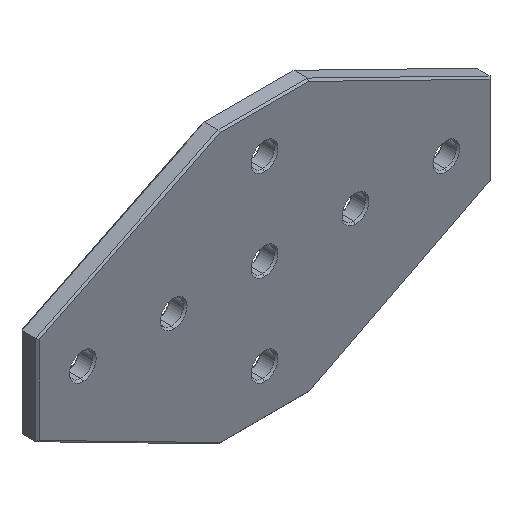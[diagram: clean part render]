
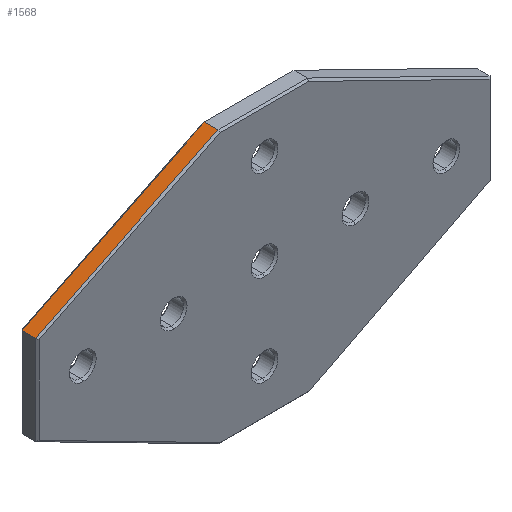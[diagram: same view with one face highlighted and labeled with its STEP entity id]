
A CAD part, isometric view. The second image highlights one B-rep face of the part: STEP entity #1568.
In plain terms, the highlighted planar face has unit normal (-0.44, 0, 0.898).
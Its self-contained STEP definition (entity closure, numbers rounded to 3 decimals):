
#51 = AXIS2_PLACEMENT_3D ( 'NONE', #489, #1000, #1322 ) ;
#83 = LINE ( 'NONE', #1441, #1608 ) ;
#119 = VECTOR ( 'NONE', #622, 1000. ) ;
#215 = EDGE_LOOP ( 'NONE', ( #867, #1798, #1262, #1772 ) ) ;
#278 = VERTEX_POINT ( 'NONE', #1467 ) ;
#355 = FACE_OUTER_BOUND ( 'NONE', #215, .T. ) ;
#489 = CARTESIAN_POINT ( 'NONE',  ( -63.5, 4.763, 57.1 ) ) ;
#536 = CARTESIAN_POINT ( 'NONE',  ( -12.5, 4.263, 82.1 ) ) ;
#561 = VERTEX_POINT ( 'NONE', #536 ) ;
#563 = DIRECTION ( 'NONE',  ( -0.898, 0., -0.44 ) ) ;
#622 = DIRECTION ( 'NONE',  ( 0., -1., 0. ) ) ;
#819 = PLANE ( 'NONE',  #51 ) ;
#837 = EDGE_CURVE ( 'NONE', #278, #1750, #1620, .T. ) ;
#867 = ORIENTED_EDGE ( 'NONE', *, *, #1702, .F. ) ;
#935 = CARTESIAN_POINT ( 'NONE',  ( -12.5, 4.763, 82.1 ) ) ;
#954 = VERTEX_POINT ( 'NONE', #1850 ) ;
#998 = CARTESIAN_POINT ( 'NONE',  ( -12.5, 0.5, 82.1 ) ) ;
#1000 = DIRECTION ( 'NONE',  ( 0.44, 0., -0.898 ) ) ;
#1222 = EDGE_CURVE ( 'NONE', #954, #278, #83, .T. ) ;
#1262 = ORIENTED_EDGE ( 'NONE', *, *, #1222, .T. ) ;
#1317 = DIRECTION ( 'NONE',  ( 0.898, 0., 0.44 ) ) ;
#1318 = CARTESIAN_POINT ( 'NONE',  ( -63.5, 4.263, 57.1 ) ) ;
#1322 = DIRECTION ( 'NONE',  ( 0., -1., 0. ) ) ;
#1330 = LINE ( 'NONE', #1318, #1488 ) ;
#1441 = CARTESIAN_POINT ( 'NONE',  ( -63.5, 4.763, 57.1 ) ) ;
#1467 = CARTESIAN_POINT ( 'NONE',  ( -63.5, 0.5, 57.1 ) ) ;
#1486 = CARTESIAN_POINT ( 'NONE',  ( -63.5, 0.5, 57.1 ) ) ;
#1488 = VECTOR ( 'NONE', #563, 1000. ) ;
#1548 = LINE ( 'NONE', #935, #119 ) ;
#1568 = ADVANCED_FACE ( 'NONE', ( #355 ), #819, .F. ) ;
#1608 = VECTOR ( 'NONE', #1873, 1000. ) ;
#1620 = LINE ( 'NONE', #1486, #1825 ) ;
#1702 = EDGE_CURVE ( 'NONE', #561, #1750, #1548, .T. ) ;
#1750 = VERTEX_POINT ( 'NONE', #998 ) ;
#1772 = ORIENTED_EDGE ( 'NONE', *, *, #837, .T. ) ;
#1798 = ORIENTED_EDGE ( 'NONE', *, *, #1903, .T. ) ;
#1825 = VECTOR ( 'NONE', #1317, 1000. ) ;
#1850 = CARTESIAN_POINT ( 'NONE',  ( -63.5, 4.263, 57.1 ) ) ;
#1873 = DIRECTION ( 'NONE',  ( 0., -1., 0. ) ) ;
#1903 = EDGE_CURVE ( 'NONE', #561, #954, #1330, .T. ) ;
